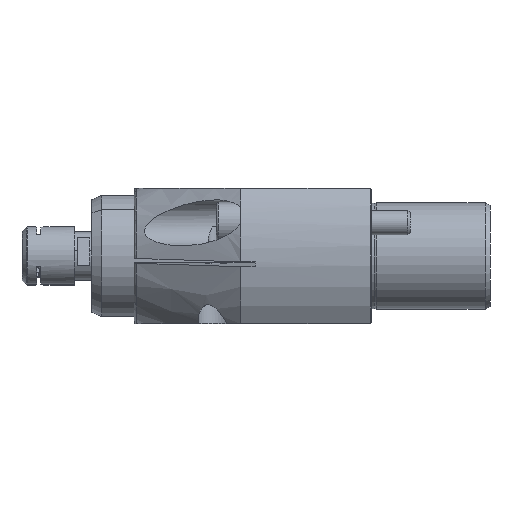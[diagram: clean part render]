
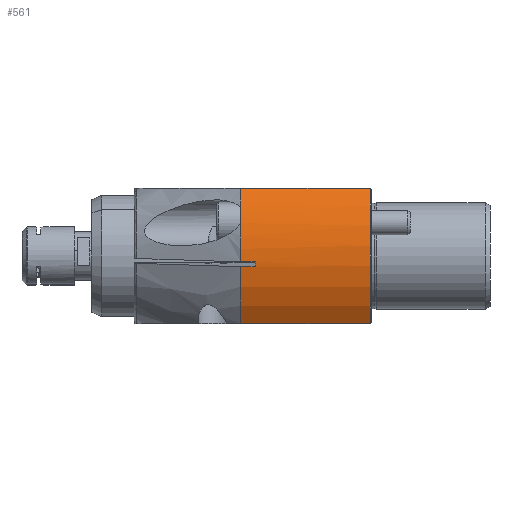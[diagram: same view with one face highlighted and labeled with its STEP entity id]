
A CAD part, front view. The second image highlights one B-rep face of the part: STEP entity #561.
In plain terms, the highlighted cylindrical face has radius 24.5 mm (diameter 49 mm), a partial arc.
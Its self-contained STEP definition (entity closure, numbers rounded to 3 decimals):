
#12 = VERTEX_POINT ( 'NONE', #3478 ) ;
#240 = VERTEX_POINT ( 'NONE', #3935 ) ;
#298 = VERTEX_POINT ( 'NONE', #4087 ) ;
#300 = EDGE_CURVE ( 'NONE', #298, #240, #4005, .T. ) ;
#457 = VERTEX_POINT ( 'NONE', #4394 ) ;
#460 = EDGE_CURVE ( 'NONE', #636, #728, #4343, .T. ) ;
#526 = EDGE_CURVE ( 'NONE', #728, #12, #4600, .T. ) ;
#561 = ADVANCED_FACE ( 'NONE', ( #4507 ), #4505, .T. ) ;
#563 = ORIENTED_EDGE ( 'NONE', *, *, #582, .F. ) ;
#564 = EDGE_CURVE ( 'NONE', #298, #566, #4494, .T. ) ;
#565 = ORIENTED_EDGE ( 'NONE', *, *, #564, .T. ) ;
#566 = VERTEX_POINT ( 'NONE', #4506 ) ;
#582 = EDGE_CURVE ( 'NONE', #240, #635, #4480, .T. ) ;
#611 = EDGE_CURVE ( 'NONE', #620, #718, #4898, .T. ) ;
#612 = ORIENTED_EDGE ( 'NONE', *, *, #651, .T. ) ;
#613 = ORIENTED_EDGE ( 'NONE', *, *, #300, .F. ) ;
#620 = VERTEX_POINT ( 'NONE', #4899 ) ;
#621 = ORIENTED_EDGE ( 'NONE', *, *, #711, .T. ) ;
#635 = VERTEX_POINT ( 'NONE', #4865 ) ;
#636 = VERTEX_POINT ( 'NONE', #4855 ) ;
#651 = EDGE_CURVE ( 'NONE', #12, #635, #4860, .T. ) ;
#695 = ORIENTED_EDGE ( 'NONE', *, *, #611, .F. ) ;
#700 = ORIENTED_EDGE ( 'NONE', *, *, #723, .T. ) ;
#701 = ORIENTED_EDGE ( 'NONE', *, *, #703, .T. ) ;
#703 = EDGE_CURVE ( 'NONE', #457, #636, #4734, .T. ) ;
#711 = EDGE_CURVE ( 'NONE', #566, #718, #4704, .T. ) ;
#713 = ORIENTED_EDGE ( 'NONE', *, *, #526, .T. ) ;
#718 = VERTEX_POINT ( 'NONE', #3900 ) ;
#719 = EDGE_LOOP ( 'NONE', ( #695, #700, #701, #724, #713, #612, #563, #613, #565, #621 ) ) ;
#723 = EDGE_CURVE ( 'NONE', #620, #457, #4471, .T. ) ;
#724 = ORIENTED_EDGE ( 'NONE', *, *, #460, .T. ) ;
#728 = VERTEX_POINT ( 'NONE', #5068 ) ;
#3478 = CARTESIAN_POINT ( 'NONE',  ( -51.5, -23.543, 6.779 ) ) ;
#3900 = CARTESIAN_POINT ( 'NONE',  ( -51.5, -20.106, -14. ) ) ;
#3935 = CARTESIAN_POINT ( 'NONE',  ( -48.5, -24.47, -1.21 ) ) ;
#3998 = DIRECTION ( 'NONE',  ( 0., 0., 1. ) ) ;
#3999 = DIRECTION ( 'NONE',  ( -1., 0., 0. ) ) ;
#4000 = CARTESIAN_POINT ( 'NONE',  ( -48.5, 0., 0. ) ) ;
#4004 = AXIS2_PLACEMENT_3D ( 'NONE', #4000, #3999, #3998 ) ;
#4005 = CIRCLE ( 'NONE', #4004, 24.5 ) ;
#4087 = CARTESIAN_POINT ( 'NONE',  ( -48.5, -24.4, -2.207 ) ) ;
#4339 = DIRECTION ( 'NONE',  ( 0., 0., -1. ) ) ;
#4340 = DIRECTION ( 'NONE',  ( 1., 0., 0. ) ) ;
#4343 = CIRCLE ( 'NONE', #4379, 24.5 ) ;
#4379 = AXIS2_PLACEMENT_3D ( 'NONE', #4390, #4340, #4339 ) ;
#4390 = CARTESIAN_POINT ( 'NONE',  ( -51.5, 0., 0. ) ) ;
#4394 = CARTESIAN_POINT ( 'NONE',  ( -24.7, -20.106, 14. ) ) ;
#4463 = DIRECTION ( 'NONE',  ( 0., 0., 1. ) ) ;
#4464 = DIRECTION ( 'NONE',  ( -1., 0., 0. ) ) ;
#4465 = CARTESIAN_POINT ( 'NONE',  ( -24.7, 0., 0. ) ) ;
#4466 = AXIS2_PLACEMENT_3D ( 'NONE', #4465, #4464, #4463 ) ;
#4471 = CIRCLE ( 'NONE', #4466, 24.5 ) ;
#4479 = CARTESIAN_POINT ( 'NONE',  ( -48.5, -24.47, -1.21 ) ) ;
#4480 = LINE ( 'NONE', #4479, #4488 ) ;
#4487 = DIRECTION ( 'NONE',  ( -1., 0., 0. ) ) ;
#4488 = VECTOR ( 'NONE', #4487, 1000. ) ;
#4493 = CARTESIAN_POINT ( 'NONE',  ( -48.5, -24.4, -2.207 ) ) ;
#4494 = LINE ( 'NONE', #4493, #4545 ) ;
#4496 = DIRECTION ( 'NONE',  ( 0., 0., 1. ) ) ;
#4497 = DIRECTION ( 'NONE',  ( -1., 0., 0. ) ) ;
#4498 = CARTESIAN_POINT ( 'NONE',  ( -72.612, 0., 0. ) ) ;
#4505 = CYLINDRICAL_SURFACE ( 'NONE', #4509, 24.5 ) ;
#4506 = CARTESIAN_POINT ( 'NONE',  ( -51.5, -24.4, -2.207 ) ) ;
#4507 = FACE_OUTER_BOUND ( 'NONE', #719, .T. ) ;
#4509 = AXIS2_PLACEMENT_3D ( 'NONE', #4498, #4497, #4496 ) ;
#4544 = DIRECTION ( 'NONE',  ( -1., 0., 0. ) ) ;
#4545 = VECTOR ( 'NONE', #4544, 1000. ) ;
#4562 = AXIS2_PLACEMENT_3D ( 'NONE', #4593, #4583, #4582 ) ;
#4582 = DIRECTION ( 'NONE',  ( 0., 0., -1. ) ) ;
#4583 = DIRECTION ( 'NONE',  ( 1., 0., 0. ) ) ;
#4593 = CARTESIAN_POINT ( 'NONE',  ( -51.5, 0., 0. ) ) ;
#4600 = CIRCLE ( 'NONE', #4562, 24.5 ) ;
#4697 = DIRECTION ( 'NONE',  ( 0., 0., -1. ) ) ;
#4704 = CIRCLE ( 'NONE', #4711, 24.5 ) ;
#4705 = CARTESIAN_POINT ( 'NONE',  ( -51.5, 0., 0. ) ) ;
#4711 = AXIS2_PLACEMENT_3D ( 'NONE', #4705, #4720, #4697 ) ;
#4720 = DIRECTION ( 'NONE',  ( 1., 0., 0. ) ) ;
#4725 = DIRECTION ( 'NONE',  ( -1., 0., 0. ) ) ;
#4726 = VECTOR ( 'NONE', #4725, 1000. ) ;
#4727 = CARTESIAN_POINT ( 'NONE',  ( 0., -20.106, 14. ) ) ;
#4734 = LINE ( 'NONE', #4727, #4726 ) ;
#4765 = CARTESIAN_POINT ( 'NONE',  ( -51.5, 0., 0. ) ) ;
#4766 = AXIS2_PLACEMENT_3D ( 'NONE', #4765, #4836, #4835 ) ;
#4835 = DIRECTION ( 'NONE',  ( 0., 0., -1. ) ) ;
#4836 = DIRECTION ( 'NONE',  ( 1., 0., 0. ) ) ;
#4855 = CARTESIAN_POINT ( 'NONE',  ( -51.5, -20.106, 14. ) ) ;
#4860 = CIRCLE ( 'NONE', #4766, 24.5 ) ;
#4865 = CARTESIAN_POINT ( 'NONE',  ( -51.5, -24.47, -1.21 ) ) ;
#4891 = DIRECTION ( 'NONE',  ( -1., 0., 0. ) ) ;
#4892 = VECTOR ( 'NONE', #4891, 1000. ) ;
#4893 = CARTESIAN_POINT ( 'NONE',  ( 0., -20.106, -14. ) ) ;
#4898 = LINE ( 'NONE', #4893, #4892 ) ;
#4899 = CARTESIAN_POINT ( 'NONE',  ( -24.7, -20.106, -14. ) ) ;
#5068 = CARTESIAN_POINT ( 'NONE',  ( -51.5, -22.393, 9.94 ) ) ;
